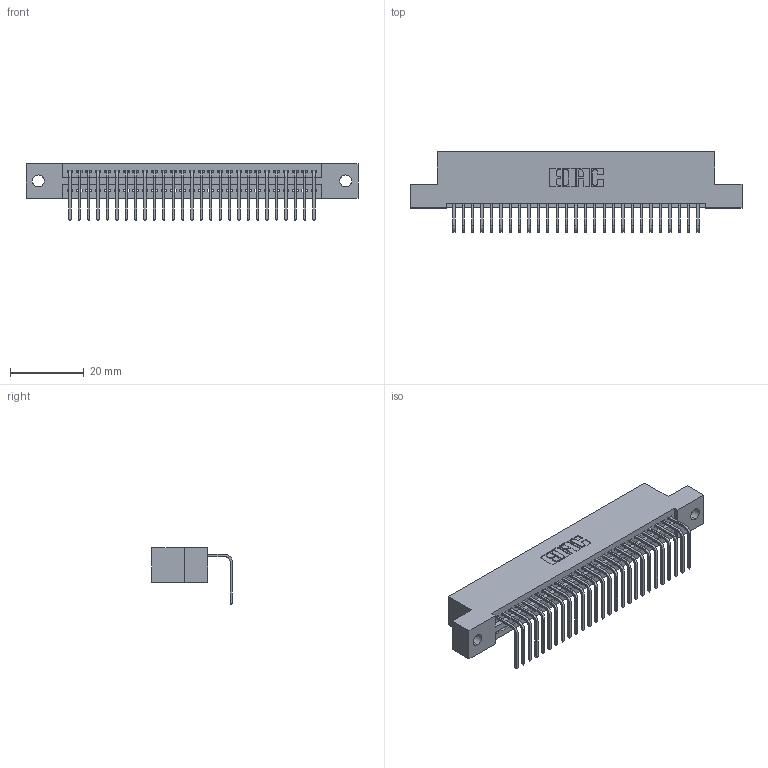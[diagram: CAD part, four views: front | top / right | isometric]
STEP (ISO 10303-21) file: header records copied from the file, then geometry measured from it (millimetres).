
FILE_DESCRIPTION (( 'STEP AP203' ), '1' );
FILE_NAME ('395-027-558-102.STEP', '2018-11-10T06:35:12', ( '' ), ( '' ), 'SwSTEP 2.0', 'SolidWorks 2016', '' );
FILE_SCHEMA (( 'CONFIG_CONTROL_DESIGN' ));
Length unit declared in the file: inch
Products named in the file (3): 345 Part_Flush Mounting Lugs - 0.128 Dia; 345-292-001_558 Tail - 2; 395-027-558-102
Assembly tree (28 placements, depth 2):
  395-027-558-102
    345 Part_Flush Mounting Lugs - 0.128 Dia
    345-292-001_558 Tail - 2  x27
Bounding box: 89.79 x 21.83 x 15.37 mm (x, y, z)
Volume: 8458.7 mm3; surface area: 11294 mm2
Topology: 28 solids, 28 shells, 1746 faces, 5255 edges, 3466 vertices
Faces by surface type: plane 1214, cylinder 532
Entity records: 22427 total; most frequent: CARTESIAN_POINT 3893, ORIENTED_EDGE 3854, DIRECTION 3421, EDGE_CURVE 1927, VECTOR 1687, LINE 1687, VERTEX_POINT 1282, AXIS2_PLACEMENT_3D 867
